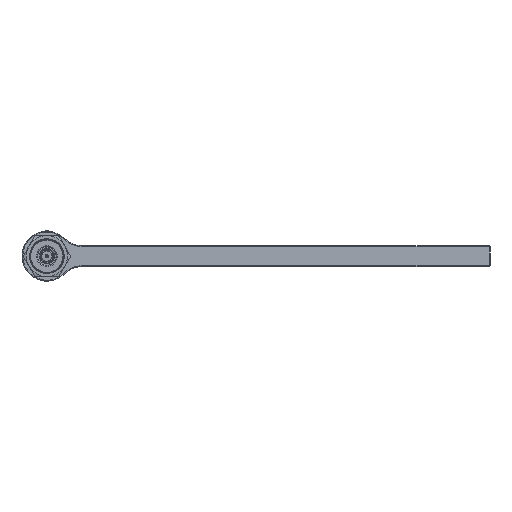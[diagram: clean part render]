
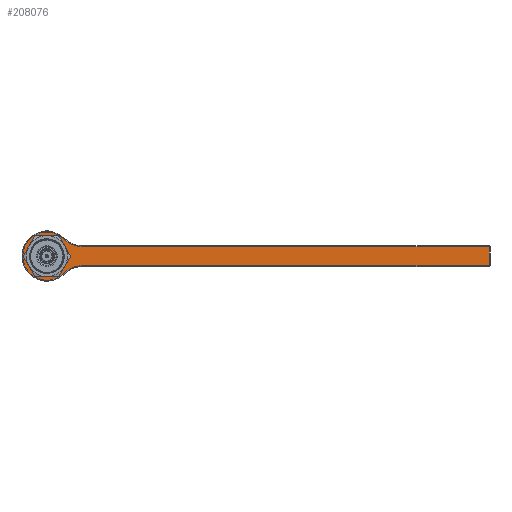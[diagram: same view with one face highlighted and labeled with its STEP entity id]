
A CAD part, top view. The second image highlights one B-rep face of the part: STEP entity #208076.
In plain terms, the highlighted planar face has unit normal (0, 0, 1).
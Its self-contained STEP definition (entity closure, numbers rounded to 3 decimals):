
#169929=CARTESIAN_POINT('',(0.,0.,4.312));
#169930=DIRECTION('',(0.,0.,-1.));
#169931=DIRECTION('',(0.,1.,0.));
#169932=AXIS2_PLACEMENT_3D('',#169929,#169930,#169931);
#169939=DIRECTION('',(0.,1.,0.));
#169940=VECTOR('',#169939,0.69);
#169941=CARTESIAN_POINT('',(16.064,-0.345,4.312));
#169942=LINE('',#169941,#169940);
#169984=DIRECTION('',(-1.,0.,0.));
#169985=VECTOR('',#169984,14.744);
#169986=CARTESIAN_POINT('',(16.064,0.345,4.312));
#169987=LINE('',#169986,#169985);
#169992=CARTESIAN_POINT('',(1.32,1.375,4.312));
#169993=DIRECTION('',(0.,0.,-1.));
#169994=DIRECTION('',(0.,-1.,0.));
#169995=AXIS2_PLACEMENT_3D('',#169992,#169993,#169994);
#170007=CARTESIAN_POINT('',(0.,0.,4.312));
#170008=DIRECTION('',(0.,0.,1.));
#170009=DIRECTION('',(0.693,0.721,0.));
#170010=AXIS2_PLACEMENT_3D('',#170007,#170008,#170009);
#170022=CARTESIAN_POINT('',(1.32,-1.375,4.312));
#170023=DIRECTION('',(0.,0.,-1.));
#170024=DIRECTION('',(-0.693,0.721,0.));
#170025=AXIS2_PLACEMENT_3D('',#170022,#170023,#170024);
#170046=DIRECTION('',(1.,0.,0.));
#170047=VECTOR('',#170046,14.744);
#170048=CARTESIAN_POINT('',(1.32,-0.345,4.312));
#170049=LINE('',#170048,#170047);
#191546=CARTESIAN_POINT('',(0.,0.,4.312));
#191547=DIRECTION('',(0.,0.,-1.));
#191548=DIRECTION('',(-0.866,0.5,0.));
#191549=AXIS2_PLACEMENT_3D('',#191546,#191547,#191548);
#191649=CARTESIAN_POINT('',(0.,0.,4.312));
#191650=DIRECTION('',(0.,0.,-1.));
#191651=DIRECTION('',(-0.866,-0.5,0.));
#191652=AXIS2_PLACEMENT_3D('',#191649,#191650,#191651);
#191752=CARTESIAN_POINT('',(0.,0.,4.312));
#191753=DIRECTION('',(0.,0.,-1.));
#191754=DIRECTION('',(0.,-1.,0.));
#191755=AXIS2_PLACEMENT_3D('',#191752,#191753,#191754);
#191855=CARTESIAN_POINT('',(0.,0.,4.312));
#191856=DIRECTION('',(0.,0.,-1.));
#191857=DIRECTION('',(0.866,-0.5,0.));
#191858=AXIS2_PLACEMENT_3D('',#191855,#191856,#191857);
#191958=CARTESIAN_POINT('',(0.,0.,4.312));
#191959=DIRECTION('',(0.,0.,-1.));
#191960=DIRECTION('',(0.866,0.5,0.));
#191961=AXIS2_PLACEMENT_3D('',#191958,#191959,#191960);
#194461=CARTESIAN_POINT('',(0.607,-0.632,
4.312));
#194462=CARTESIAN_POINT('',(1.32,-0.345,4.312));
#194463=VERTEX_POINT('',#194461);
#194464=VERTEX_POINT('',#194462);
#194469=CARTESIAN_POINT('',(0.607,0.632,
4.312));
#194470=VERTEX_POINT('',#194469);
#194473=CARTESIAN_POINT('',(1.32,0.345,4.312));
#194474=VERTEX_POINT('',#194473);
#194491=CARTESIAN_POINT('',(16.064,-0.345,4.312));
#194492=VERTEX_POINT('',#194491);
#194493=CARTESIAN_POINT('',(16.064,0.345,4.312));
#194494=VERTEX_POINT('',#194493);
#195643=CARTESIAN_POINT('',(0.,0.748,4.312));
#195644=CARTESIAN_POINT('',(0.647,0.374,
4.312));
#195645=VERTEX_POINT('',#195643);
#195646=VERTEX_POINT('',#195644);
#195647=CARTESIAN_POINT('',(0.647,-0.374,
4.312));
#195648=VERTEX_POINT('',#195647);
#195649=CARTESIAN_POINT('',(0.,-0.748,4.312));
#195650=VERTEX_POINT('',#195649);
#195651=CARTESIAN_POINT('',(-0.647,-0.374,
4.312));
#195652=VERTEX_POINT('',#195651);
#195653=CARTESIAN_POINT('',(-0.647,0.374,
4.312));
#195654=VERTEX_POINT('',#195653);
#208044=CARTESIAN_POINT('',(0.,0.,4.312));
#208045=DIRECTION('',(0.,0.,-1.));
#208046=DIRECTION('',(1.,0.,0.));
#208047=AXIS2_PLACEMENT_3D('',#208044,#208045,#208046);
#208048=PLANE('',#208047);
#208050=ORIENTED_EDGE('',*,*,#208049,.F.);
#208052=ORIENTED_EDGE('',*,*,#208051,.F.);
#208054=ORIENTED_EDGE('',*,*,#208053,.F.);
#208056=ORIENTED_EDGE('',*,*,#208055,.F.);
#208058=ORIENTED_EDGE('',*,*,#208057,.F.);
#208060=ORIENTED_EDGE('',*,*,#208059,.F.);
#208061=EDGE_LOOP('',(#208050,#208052,#208054,#208056,#208058,#208060));
#208062=FACE_OUTER_BOUND('',#208061,.F.);
#208063=ORIENTED_EDGE('',*,*,#208034,.F.);
#208065=ORIENTED_EDGE('',*,*,#208064,.F.);
#208067=ORIENTED_EDGE('',*,*,#208066,.F.);
#208069=ORIENTED_EDGE('',*,*,#208068,.F.);
#208071=ORIENTED_EDGE('',*,*,#208070,.F.);
#208073=ORIENTED_EDGE('',*,*,#208072,.F.);
#208074=EDGE_LOOP('',(#208063,#208065,#208067,#208069,#208071,#208073));
#208075=FACE_BOUND('',#208074,.F.);
#208076=ADVANCED_FACE('',(#208062,#208075),#208048,.F.);
#169933=CIRCLE('',#169932,0.748);
#169996=CIRCLE('',#169995,1.03);
#170011=CIRCLE('',#170010,0.876);
#170026=CIRCLE('',#170025,1.03);
#191550=CIRCLE('',#191549,0.748);
#191653=CIRCLE('',#191652,0.748);
#191756=CIRCLE('',#191755,0.748);
#191859=CIRCLE('',#191858,0.748);
#191962=CIRCLE('',#191961,0.748);
#208034=EDGE_CURVE('',#195645,#195646,#169933,.T.);
#208049=EDGE_CURVE('',#194492,#194494,#169942,.T.);
#208051=EDGE_CURVE('',#194464,#194492,#170049,.T.);
#208053=EDGE_CURVE('',#194463,#194464,#170026,.T.);
#208055=EDGE_CURVE('',#194470,#194463,#170011,.T.);
#208057=EDGE_CURVE('',#194474,#194470,#169996,.T.);
#208059=EDGE_CURVE('',#194494,#194474,#169987,.T.);
#208064=EDGE_CURVE('',#195654,#195645,#191550,.T.);
#208066=EDGE_CURVE('',#195652,#195654,#191653,.T.);
#208068=EDGE_CURVE('',#195650,#195652,#191756,.T.);
#208070=EDGE_CURVE('',#195648,#195650,#191859,.T.);
#208072=EDGE_CURVE('',#195646,#195648,#191962,.T.);
